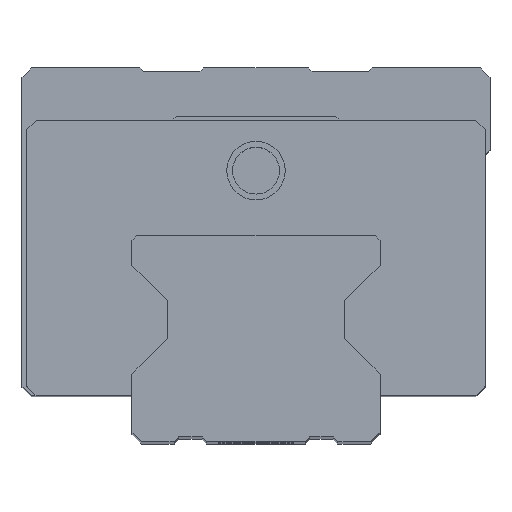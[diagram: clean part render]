
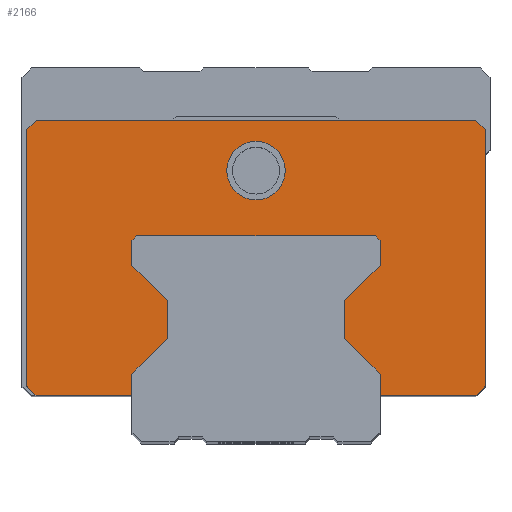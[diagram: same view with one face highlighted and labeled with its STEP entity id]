
A CAD part, top view. The second image highlights one B-rep face of the part: STEP entity #2166.
In plain terms, the highlighted planar face has unit normal (0, 0, 1).
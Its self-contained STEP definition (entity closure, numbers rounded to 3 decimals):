
#9=DIRECTION('',(0.,1.,0.));
#10=VECTOR('',#9,4.446);
#11=CARTESIAN_POINT('',(-26.5,-60.,91.85));
#12=LINE('',#11,#10);
#21=DIRECTION('',(1.,0.,0.));
#22=VECTOR('',#21,20.5);
#23=CARTESIAN_POINT('',(-47.,-60.,91.85));
#24=LINE('',#23,#22);
#57=DIRECTION('',(0.,-1.,0.));
#58=VECTOR('',#57,54.7);
#59=CARTESIAN_POINT('',(-49.,-3.3,91.85));
#60=LINE('',#59,#58);
#171=DIRECTION('',(0.,1.,0.));
#172=VECTOR('',#171,54.7);
#173=CARTESIAN_POINT('',(49.,-58.,91.85));
#174=LINE('',#173,#172);
#219=DIRECTION('',(1.,0.,0.));
#220=VECTOR('',#219,20.5);
#221=CARTESIAN_POINT('',(26.5,-60.,91.85));
#222=LINE('',#221,#220);
#231=DIRECTION('',(0.,-1.,0.));
#232=VECTOR('',#231,4.446);
#233=CARTESIAN_POINT('',(26.5,-55.554,91.85));
#234=LINE('',#233,#232);
#247=DIRECTION('',(0.,-1.,0.));
#248=VECTOR('',#247,8.258);
#249=CARTESIAN_POINT('',(19.,-39.797,91.85));
#250=LINE('',#249,#248);
#263=DIRECTION('',(0.,-1.,0.));
#264=VECTOR('',#263,5.297);
#265=CARTESIAN_POINT('',(26.5,-27.,91.85));
#266=LINE('',#265,#264);
#279=DIRECTION('',(1.,0.,0.));
#280=VECTOR('',#279,51.);
#281=CARTESIAN_POINT('',(-25.5,-26.,91.85));
#282=LINE('',#281,#280);
#295=DIRECTION('',(0.,1.,0.));
#296=VECTOR('',#295,5.297);
#297=CARTESIAN_POINT('',(-26.5,-32.297,91.85));
#298=LINE('',#297,#296);
#311=DIRECTION('',(0.,1.,0.));
#312=VECTOR('',#311,8.258);
#313=CARTESIAN_POINT('',(-19.,-48.054,91.85));
#314=LINE('',#313,#312);
#319=DIRECTION('',(1.,0.,0.));
#320=VECTOR('',#319,93.8);
#321=CARTESIAN_POINT('',(-46.9,-1.2,91.85));
#322=LINE('',#321,#320);
#323=DIRECTION('',(0.707,-0.707,0.));
#324=VECTOR('',#323,2.97);
#325=CARTESIAN_POINT('',(46.9,-1.2,91.85));
#326=LINE('',#325,#324);
#327=DIRECTION('',(-0.707,-0.707,0.));
#328=VECTOR('',#327,2.828);
#329=CARTESIAN_POINT('',(49.,-58.,91.85));
#330=LINE('',#329,#328);
#331=DIRECTION('',(-0.707,0.707,0.));
#332=VECTOR('',#331,10.607);
#333=CARTESIAN_POINT('',(26.5,-55.554,91.85));
#334=LINE('',#333,#332);
#335=DIRECTION('',(0.707,0.707,0.));
#336=VECTOR('',#335,10.607);
#337=CARTESIAN_POINT('',(19.,-39.797,91.85));
#338=LINE('',#337,#336);
#339=DIRECTION('',(-0.707,0.707,0.));
#340=VECTOR('',#339,1.414);
#341=CARTESIAN_POINT('',(26.5,-27.,91.85));
#342=LINE('',#341,#340);
#343=DIRECTION('',(-0.707,-0.707,0.));
#344=VECTOR('',#343,1.414);
#345=CARTESIAN_POINT('',(-25.5,-26.,91.85));
#346=LINE('',#345,#344);
#347=DIRECTION('',(0.707,-0.707,0.));
#348=VECTOR('',#347,10.607);
#349=CARTESIAN_POINT('',(-26.5,-32.297,91.85));
#350=LINE('',#349,#348);
#351=DIRECTION('',(-0.707,-0.707,0.));
#352=VECTOR('',#351,10.607);
#353=CARTESIAN_POINT('',(-19.,-48.054,91.85));
#354=LINE('',#353,#352);
#355=DIRECTION('',(-0.707,0.707,0.));
#356=VECTOR('',#355,2.828);
#357=CARTESIAN_POINT('',(-47.,-60.,91.85));
#358=LINE('',#357,#356);
#359=DIRECTION('',(0.707,0.707,0.));
#360=VECTOR('',#359,2.97);
#361=CARTESIAN_POINT('',(-49.,-3.3,91.85));
#362=LINE('',#361,#360);
#363=CARTESIAN_POINT('',(0.,-12.,91.85));
#364=DIRECTION('',(0.,0.,1.));
#365=DIRECTION('',(1.,0.,0.));
#366=AXIS2_PLACEMENT_3D('',#363,#364,#365);
#368=CARTESIAN_POINT('',(0.,-12.,91.85));
#369=DIRECTION('',(0.,0.,1.));
#370=DIRECTION('',(-1.,0.,0.));
#371=AXIS2_PLACEMENT_3D('',#368,#369,#370);
#1298=CARTESIAN_POINT('',(-26.5,-55.554,91.85));
#1300=VERTEX_POINT('',#1298);
#1301=CARTESIAN_POINT('',(-19.,-48.054,91.85));
#1302=VERTEX_POINT('',#1301);
#1306=CARTESIAN_POINT('',(-26.5,-60.,91.85));
#1308=VERTEX_POINT('',#1306);
#1310=CARTESIAN_POINT('',(-47.,-60.,91.85));
#1312=VERTEX_POINT('',#1310);
#1322=CARTESIAN_POINT('',(-49.,-58.,91.85));
#1324=VERTEX_POINT('',#1322);
#1326=CARTESIAN_POINT('',(-49.,-3.3,91.85));
#1328=VERTEX_POINT('',#1326);
#1329=CARTESIAN_POINT('',(-46.9,-1.2,91.85));
#1331=VERTEX_POINT('',#1329);
#1343=CARTESIAN_POINT('',(46.9,-1.2,91.85));
#1344=VERTEX_POINT('',#1343);
#1493=CARTESIAN_POINT('',(-19.,-39.797,91.85));
#1494=VERTEX_POINT('',#1493);
#1495=CARTESIAN_POINT('',(49.,-3.3,91.85));
#1496=VERTEX_POINT('',#1495);
#1497=CARTESIAN_POINT('',(49.,-58.,91.85));
#1498=VERTEX_POINT('',#1497);
#1499=CARTESIAN_POINT('',(47.,-60.,91.85));
#1500=VERTEX_POINT('',#1499);
#1501=CARTESIAN_POINT('',(26.5,-60.,91.85));
#1502=VERTEX_POINT('',#1501);
#1503=CARTESIAN_POINT('',(26.5,-55.554,91.85));
#1504=VERTEX_POINT('',#1503);
#1505=CARTESIAN_POINT('',(19.,-48.054,91.85));
#1506=VERTEX_POINT('',#1505);
#1507=CARTESIAN_POINT('',(19.,-39.797,91.85));
#1508=VERTEX_POINT('',#1507);
#1509=CARTESIAN_POINT('',(26.5,-32.297,91.85));
#1510=VERTEX_POINT('',#1509);
#1511=CARTESIAN_POINT('',(26.5,-27.,91.85));
#1512=VERTEX_POINT('',#1511);
#1513=CARTESIAN_POINT('',(25.5,-26.,91.85));
#1514=VERTEX_POINT('',#1513);
#1515=CARTESIAN_POINT('',(-25.5,-26.,91.85));
#1516=VERTEX_POINT('',#1515);
#1517=CARTESIAN_POINT('',(-26.5,-27.,91.85));
#1518=VERTEX_POINT('',#1517);
#1519=CARTESIAN_POINT('',(-26.5,-32.297,91.85));
#1520=VERTEX_POINT('',#1519);
#1521=CARTESIAN_POINT('',(6.25,-12.,91.85));
#1522=CARTESIAN_POINT('',(-6.25,-12.,91.85));
#1523=VERTEX_POINT('',#1521);
#1524=VERTEX_POINT('',#1522);
#2128=CARTESIAN_POINT('',(17.034,-0.4,91.85));
#2129=DIRECTION('',(0.,0.,1.));
#2130=DIRECTION('',(1.,0.,0.));
#2131=AXIS2_PLACEMENT_3D('',#2128,#2129,#2130);
#2132=PLANE('',#2131);
#2134=ORIENTED_EDGE('',*,*,#2133,.T.);
#2136=ORIENTED_EDGE('',*,*,#2135,.T.);
#2137=ORIENTED_EDGE('',*,*,#1920,.F.);
#2138=ORIENTED_EDGE('',*,*,#1954,.T.);
#2139=ORIENTED_EDGE('',*,*,#1968,.F.);
#2140=ORIENTED_EDGE('',*,*,#1982,.F.);
#2141=ORIENTED_EDGE('',*,*,#1996,.T.);
#2142=ORIENTED_EDGE('',*,*,#2010,.F.);
#2143=ORIENTED_EDGE('',*,*,#2024,.T.);
#2144=ORIENTED_EDGE('',*,*,#2038,.F.);
#2145=ORIENTED_EDGE('',*,*,#2052,.T.);
#2146=ORIENTED_EDGE('',*,*,#2066,.F.);
#2147=ORIENTED_EDGE('',*,*,#2080,.T.);
#2148=ORIENTED_EDGE('',*,*,#2094,.F.);
#2149=ORIENTED_EDGE('',*,*,#2108,.T.);
#2150=ORIENTED_EDGE('',*,*,#2121,.F.);
#2151=ORIENTED_EDGE('',*,*,#1704,.T.);
#2152=ORIENTED_EDGE('',*,*,#1720,.F.);
#2153=ORIENTED_EDGE('',*,*,#1735,.F.);
#2154=ORIENTED_EDGE('',*,*,#1758,.T.);
#2155=ORIENTED_EDGE('',*,*,#1795,.F.);
#2157=ORIENTED_EDGE('',*,*,#2156,.T.);
#2158=EDGE_LOOP('',(#2134,#2136,#2137,#2138,#2139,#2140,#2141,#2142,#2143,#2144,
#2145,#2146,#2147,#2148,#2149,#2150,#2151,#2152,#2153,#2154,#2155,#2157));
#2159=FACE_OUTER_BOUND('',#2158,.F.);
#2161=ORIENTED_EDGE('',*,*,#2160,.T.);
#2163=ORIENTED_EDGE('',*,*,#2162,.T.);
#2164=EDGE_LOOP('',(#2161,#2163));
#2165=FACE_BOUND('',#2164,.F.);
#2166=ADVANCED_FACE('',(#2159,#2165),#2132,.T.);
#367=CIRCLE('',#366,6.25);
#372=CIRCLE('',#371,6.25);
#1704=EDGE_CURVE('',#1302,#1300,#354,.T.);
#1720=EDGE_CURVE('',#1308,#1300,#12,.T.);
#1735=EDGE_CURVE('',#1312,#1308,#24,.T.);
#1758=EDGE_CURVE('',#1312,#1324,#358,.T.);
#1795=EDGE_CURVE('',#1328,#1324,#60,.T.);
#1920=EDGE_CURVE('',#1498,#1496,#174,.T.);
#1954=EDGE_CURVE('',#1498,#1500,#330,.T.);
#1968=EDGE_CURVE('',#1502,#1500,#222,.T.);
#1982=EDGE_CURVE('',#1504,#1502,#234,.T.);
#1996=EDGE_CURVE('',#1504,#1506,#334,.T.);
#2010=EDGE_CURVE('',#1508,#1506,#250,.T.);
#2024=EDGE_CURVE('',#1508,#1510,#338,.T.);
#2038=EDGE_CURVE('',#1512,#1510,#266,.T.);
#2052=EDGE_CURVE('',#1512,#1514,#342,.T.);
#2066=EDGE_CURVE('',#1516,#1514,#282,.T.);
#2080=EDGE_CURVE('',#1516,#1518,#346,.T.);
#2094=EDGE_CURVE('',#1520,#1518,#298,.T.);
#2108=EDGE_CURVE('',#1520,#1494,#350,.T.);
#2121=EDGE_CURVE('',#1302,#1494,#314,.T.);
#2133=EDGE_CURVE('',#1331,#1344,#322,.T.);
#2135=EDGE_CURVE('',#1344,#1496,#326,.T.);
#2156=EDGE_CURVE('',#1328,#1331,#362,.T.);
#2160=EDGE_CURVE('',#1523,#1524,#367,.T.);
#2162=EDGE_CURVE('',#1524,#1523,#372,.T.);
